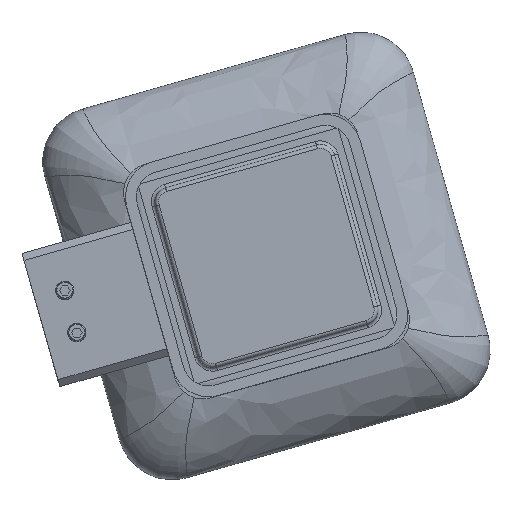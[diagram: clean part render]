
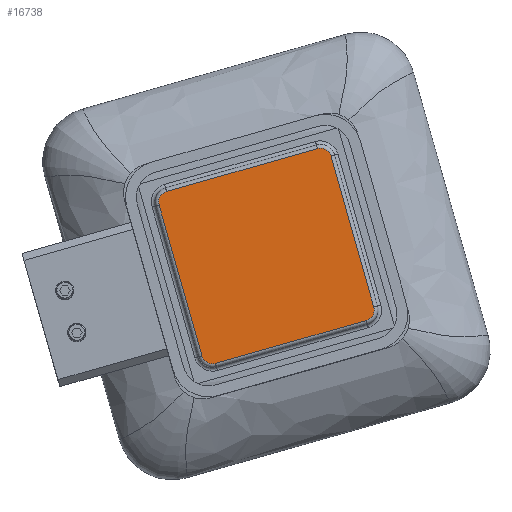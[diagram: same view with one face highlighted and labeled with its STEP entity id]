
A CAD part, left-side view. The second image highlights one B-rep face of the part: STEP entity #16738.
In plain terms, the highlighted face is planar.
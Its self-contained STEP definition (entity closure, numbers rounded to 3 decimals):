
#14215=DIRECTION('',(-1.,0.,0.));
#14216=VECTOR('',#14215,43.);
#14217=CARTESIAN_POINT('',(74.,-20.,-28.));
#14218=LINE('',#14217,#14216);
#14219=CARTESIAN_POINT('',(74.,-20.,-31.));
#14220=DIRECTION('',(0.,-1.,0.));
#14221=DIRECTION('',(1.,0.,0.));
#14222=AXIS2_PLACEMENT_3D('',#14219,#14220,#14221);
#14224=DIRECTION('',(0.,0.,1.));
#14225=VECTOR('',#14224,43.);
#14226=CARTESIAN_POINT('',(77.,-20.,-74.));
#14227=LINE('',#14226,#14225);
#14228=CARTESIAN_POINT('',(74.,-20.,-74.));
#14229=DIRECTION('',(0.,-1.,0.));
#14230=DIRECTION('',(0.,0.,-1.));
#14231=AXIS2_PLACEMENT_3D('',#14228,#14229,#14230);
#14233=DIRECTION('',(1.,0.,0.));
#14234=VECTOR('',#14233,43.);
#14235=CARTESIAN_POINT('',(31.,-20.,-77.));
#14236=LINE('',#14235,#14234);
#14237=CARTESIAN_POINT('',(31.,-20.,-74.));
#14238=DIRECTION('',(0.,-1.,0.));
#14239=DIRECTION('',(-1.,0.,0.));
#14240=AXIS2_PLACEMENT_3D('',#14237,#14238,#14239);
#14242=DIRECTION('',(0.,0.,-1.));
#14243=VECTOR('',#14242,43.);
#14244=CARTESIAN_POINT('',(28.,-20.,-31.));
#14245=LINE('',#14244,#14243);
#14246=CARTESIAN_POINT('',(31.,-20.,-31.));
#14247=DIRECTION('',(0.,-1.,0.));
#14248=DIRECTION('',(0.,0.,1.));
#14249=AXIS2_PLACEMENT_3D('',#14246,#14247,#14248);
#14385=CARTESIAN_POINT('',(74.,-20.,-28.));
#14386=CARTESIAN_POINT('',(31.,-20.,-28.));
#14387=VERTEX_POINT('',#14385);
#14388=VERTEX_POINT('',#14386);
#14393=CARTESIAN_POINT('',(28.,-20.,-31.));
#14394=CARTESIAN_POINT('',(28.,-20.,-74.));
#14395=VERTEX_POINT('',#14393);
#14396=VERTEX_POINT('',#14394);
#14401=CARTESIAN_POINT('',(31.,-20.,-77.));
#14402=CARTESIAN_POINT('',(74.,-20.,-77.));
#14403=VERTEX_POINT('',#14401);
#14404=VERTEX_POINT('',#14402);
#14405=CARTESIAN_POINT('',(77.,-20.,-74.));
#14406=CARTESIAN_POINT('',(77.,-20.,-31.));
#14407=VERTEX_POINT('',#14405);
#14408=VERTEX_POINT('',#14406);
#16716=CARTESIAN_POINT('',(0.,-20.,0.));
#16717=DIRECTION('',(0.,-1.,0.));
#16718=DIRECTION('',(0.,0.,-1.));
#16719=AXIS2_PLACEMENT_3D('',#16716,#16717,#16718);
#16720=PLANE('',#16719);
#16722=ORIENTED_EDGE('',*,*,#16721,.F.);
#16723=ORIENTED_EDGE('',*,*,#16706,.F.);
#16725=ORIENTED_EDGE('',*,*,#16724,.F.);
#16727=ORIENTED_EDGE('',*,*,#16726,.F.);
#16729=ORIENTED_EDGE('',*,*,#16728,.F.);
#16731=ORIENTED_EDGE('',*,*,#16730,.F.);
#16733=ORIENTED_EDGE('',*,*,#16732,.F.);
#16735=ORIENTED_EDGE('',*,*,#16734,.F.);
#16736=EDGE_LOOP('',(#16722,#16723,#16725,#16727,#16729,#16731,#16733,#16735));
#16737=FACE_OUTER_BOUND('',#16736,.F.);
#16738=ADVANCED_FACE('',(#16737),#16720,.T.);
#14223=CIRCLE('',#14222,3.);
#14232=CIRCLE('',#14231,3.);
#14241=CIRCLE('',#14240,3.);
#14250=CIRCLE('',#14249,3.);
#16706=EDGE_CURVE('',#14408,#14387,#14223,.T.);
#16721=EDGE_CURVE('',#14387,#14388,#14218,.T.);
#16724=EDGE_CURVE('',#14407,#14408,#14227,.T.);
#16726=EDGE_CURVE('',#14404,#14407,#14232,.T.);
#16728=EDGE_CURVE('',#14403,#14404,#14236,.T.);
#16730=EDGE_CURVE('',#14396,#14403,#14241,.T.);
#16732=EDGE_CURVE('',#14395,#14396,#14245,.T.);
#16734=EDGE_CURVE('',#14388,#14395,#14250,.T.);
